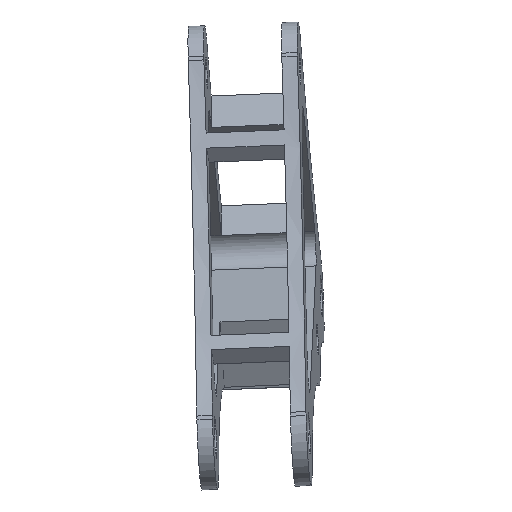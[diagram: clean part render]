
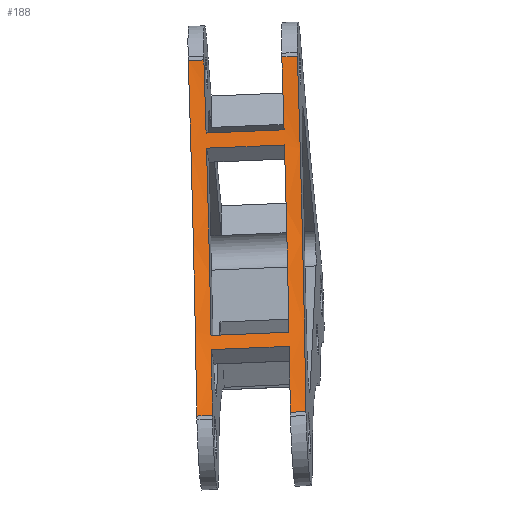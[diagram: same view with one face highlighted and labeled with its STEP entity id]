
A CAD part, top view. The second image highlights one B-rep face of the part: STEP entity #188.
In plain terms, the highlighted cylindrical face has radius 222.334 mm (diameter 444.667 mm), a partial arc.
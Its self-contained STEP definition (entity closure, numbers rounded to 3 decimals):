
#51=CARTESIAN_POINT('Axis2P3D Location',(-658.026,327.889,643.232)) ;
#56=CARTESIAN_POINT('Line Origine',(-646.448,286.764,425.042)) ;
#60=CARTESIAN_POINT('Vertex',(-593.245,288.93,427.457)) ;
#62=CARTESIAN_POINT('Vertex',(-596.239,288.808,427.321)) ;
#65=CARTESIAN_POINT('Axis2P3D Location',(-607.817,329.934,645.511)) ;
#69=CARTESIAN_POINT('Vertex',(-595.81,274.771,430.464)) ;
#72=CARTESIAN_POINT('Line Origine',(-646.019,272.727,428.185)) ;
#76=CARTESIAN_POINT('Vertex',(-610.782,274.161,429.784)) ;
#79=CARTESIAN_POINT('Axis2P3D Location',(-622.789,329.324,644.831)) ;
#83=CARTESIAN_POINT('Vertex',(-611.211,288.198,426.641)) ;
#86=CARTESIAN_POINT('Line Origine',(-646.448,286.764,425.042)) ;
#90=CARTESIAN_POINT('Vertex',(-614.206,288.076,426.505)) ;
#93=CARTESIAN_POINT('Axis2P3D Location',(-625.783,329.202,644.695)) ;
#97=CARTESIAN_POINT('Vertex',(-612.564,219.762,451.614)) ;
#100=CARTESIAN_POINT('Line Origine',(-644.806,218.449,450.151)) ;
#104=CARTESIAN_POINT('Vertex',(-609.57,219.884,451.75)) ;
#107=CARTESIAN_POINT('Axis2P3D Location',(-622.789,329.324,644.831)) ;
#111=CARTESIAN_POINT('Vertex',(-609.783,232.547,445.088)) ;
#114=CARTESIAN_POINT('Line Origine',(-645.019,231.112,443.489)) ;
#118=CARTESIAN_POINT('Vertex',(-594.811,233.157,445.768)) ;
#121=CARTESIAN_POINT('Axis2P3D Location',(-607.817,329.934,645.511)) ;
#125=CARTESIAN_POINT('Vertex',(-594.597,220.494,452.43)) ;
#128=CARTESIAN_POINT('Line Origine',(-644.806,218.449,450.151)) ;
#132=CARTESIAN_POINT('Vertex',(-591.603,220.615,452.566)) ;
#135=CARTESIAN_POINT('Axis2P3D Location',(-604.822,330.055,645.647)) ;
#154=CARTESIAN_POINT('Line Origine',(-645.071,233.831,442.191)) ;
#158=CARTESIAN_POINT('Vertex',(-594.862,235.875,444.47)) ;
#160=CARTESIAN_POINT('Vertex',(-609.835,235.266,443.79)) ;
#163=CARTESIAN_POINT('Axis2P3D Location',(-622.789,329.324,644.831)) ;
#167=CARTESIAN_POINT('Vertex',(-610.699,271.25,430.557)) ;
#170=CARTESIAN_POINT('Line Origine',(-645.936,269.816,428.958)) ;
#174=CARTESIAN_POINT('Vertex',(-595.727,271.86,431.236)) ;
#177=CARTESIAN_POINT('Axis2P3D Location',(-607.817,329.934,645.511)) ;
#52=DIRECTION('Axis2P3D Direction',(0.998,0.041,0.045)) ;
#53=DIRECTION('Axis2P3D XDirection',(-0.041,0.999,0.)) ;
#57=DIRECTION('Vector Direction',(0.998,0.041,0.045)) ;
#66=DIRECTION('Axis2P3D Direction',(0.998,0.041,0.045)) ;
#73=DIRECTION('Vector Direction',(0.998,0.041,0.045)) ;
#80=DIRECTION('Axis2P3D Direction',(0.998,0.041,0.045)) ;
#87=DIRECTION('Vector Direction',(0.998,0.041,0.045)) ;
#94=DIRECTION('Axis2P3D Direction',(0.998,0.041,0.045)) ;
#101=DIRECTION('Vector Direction',(0.998,0.041,0.045)) ;
#108=DIRECTION('Axis2P3D Direction',(0.998,0.041,0.045)) ;
#115=DIRECTION('Vector Direction',(0.998,0.041,0.045)) ;
#122=DIRECTION('Axis2P3D Direction',(0.998,0.041,0.045)) ;
#129=DIRECTION('Vector Direction',(0.998,0.041,0.045)) ;
#136=DIRECTION('Axis2P3D Direction',(0.998,0.041,0.045)) ;
#155=DIRECTION('Vector Direction',(0.998,0.041,0.045)) ;
#164=DIRECTION('Axis2P3D Direction',(0.998,0.041,0.045)) ;
#171=DIRECTION('Vector Direction',(0.998,0.041,0.045)) ;
#178=DIRECTION('Axis2P3D Direction',(0.998,0.041,0.045)) ;
#54=AXIS2_PLACEMENT_3D('Cylinder Axis2P3D',#51,#52,#53) ;
#67=AXIS2_PLACEMENT_3D('Circle Axis2P3D',#65,#66,$) ;
#81=AXIS2_PLACEMENT_3D('Circle Axis2P3D',#79,#80,$) ;
#95=AXIS2_PLACEMENT_3D('Circle Axis2P3D',#93,#94,$) ;
#109=AXIS2_PLACEMENT_3D('Circle Axis2P3D',#107,#108,$) ;
#123=AXIS2_PLACEMENT_3D('Circle Axis2P3D',#121,#122,$) ;
#137=AXIS2_PLACEMENT_3D('Circle Axis2P3D',#135,#136,$) ;
#165=AXIS2_PLACEMENT_3D('Circle Axis2P3D',#163,#164,$) ;
#179=AXIS2_PLACEMENT_3D('Circle Axis2P3D',#177,#178,$) ;
#141=ORIENTED_EDGE('',*,*,#64,.T.) ;
#142=ORIENTED_EDGE('',*,*,#71,.T.) ;
#143=ORIENTED_EDGE('',*,*,#78,.F.) ;
#144=ORIENTED_EDGE('',*,*,#85,.F.) ;
#145=ORIENTED_EDGE('',*,*,#92,.T.) ;
#146=ORIENTED_EDGE('',*,*,#99,.F.) ;
#147=ORIENTED_EDGE('',*,*,#106,.F.) ;
#148=ORIENTED_EDGE('',*,*,#113,.F.) ;
#149=ORIENTED_EDGE('',*,*,#120,.F.) ;
#150=ORIENTED_EDGE('',*,*,#127,.T.) ;
#151=ORIENTED_EDGE('',*,*,#134,.F.) ;
#152=ORIENTED_EDGE('',*,*,#139,.T.) ;
#183=ORIENTED_EDGE('',*,*,#162,.T.) ;
#184=ORIENTED_EDGE('',*,*,#169,.F.) ;
#185=ORIENTED_EDGE('',*,*,#176,.T.) ;
#186=ORIENTED_EDGE('',*,*,#181,.T.) ;
#187=FACE_BOUND('',#182,.T.) ;
#58=VECTOR('Line Direction',#57,1.) ;
#74=VECTOR('Line Direction',#73,1.) ;
#88=VECTOR('Line Direction',#87,1.) ;
#102=VECTOR('Line Direction',#101,1.) ;
#116=VECTOR('Line Direction',#115,1.) ;
#130=VECTOR('Line Direction',#129,1.) ;
#156=VECTOR('Line Direction',#155,1.) ;
#172=VECTOR('Line Direction',#171,1.) ;
#188=ADVANCED_FACE('FSAE_SU_70402.1\\PartBody',(#153,#187),#55,.F.) ;
#68=CIRCLE('generated circle',#67,222.334) ;
#82=CIRCLE('generated circle',#81,222.334) ;
#96=CIRCLE('generated circle',#95,222.334) ;
#110=CIRCLE('generated circle',#109,222.334) ;
#124=CIRCLE('generated circle',#123,222.334) ;
#138=CIRCLE('generated circle',#137,222.334) ;
#166=CIRCLE('generated circle',#165,222.334) ;
#180=CIRCLE('generated circle',#179,222.334) ;
#55=CYLINDRICAL_SURFACE('generated cylinder',#54,222.334) ;
#64=EDGE_CURVE('',#61,#63,#59,.F.) ;
#71=EDGE_CURVE('',#63,#70,#68,.F.) ;
#78=EDGE_CURVE('',#77,#70,#75,.T.) ;
#85=EDGE_CURVE('',#84,#77,#82,.F.) ;
#92=EDGE_CURVE('',#84,#91,#89,.F.) ;
#99=EDGE_CURVE('',#98,#91,#96,.T.) ;
#106=EDGE_CURVE('',#105,#98,#103,.F.) ;
#113=EDGE_CURVE('',#112,#105,#110,.F.) ;
#120=EDGE_CURVE('',#119,#112,#117,.F.) ;
#127=EDGE_CURVE('',#119,#126,#124,.F.) ;
#134=EDGE_CURVE('',#133,#126,#131,.F.) ;
#139=EDGE_CURVE('',#133,#61,#138,.T.) ;
#162=EDGE_CURVE('',#159,#161,#157,.F.) ;
#169=EDGE_CURVE('',#168,#161,#166,.F.) ;
#176=EDGE_CURVE('',#168,#175,#173,.T.) ;
#181=EDGE_CURVE('',#175,#159,#180,.F.) ;
#140=EDGE_LOOP('',(#141,#142,#143,#144,#145,#146,#147,#148,#149,#150,#151,#152)) ;
#182=EDGE_LOOP('',(#183,#184,#185,#186)) ;
#153=FACE_OUTER_BOUND('',#140,.T.) ;
#59=LINE('Line',#56,#58) ;
#75=LINE('Line',#72,#74) ;
#89=LINE('Line',#86,#88) ;
#103=LINE('Line',#100,#102) ;
#117=LINE('Line',#114,#116) ;
#131=LINE('Line',#128,#130) ;
#157=LINE('Line',#154,#156) ;
#173=LINE('Line',#170,#172) ;
#61=VERTEX_POINT('',#60) ;
#63=VERTEX_POINT('',#62) ;
#70=VERTEX_POINT('',#69) ;
#77=VERTEX_POINT('',#76) ;
#84=VERTEX_POINT('',#83) ;
#91=VERTEX_POINT('',#90) ;
#98=VERTEX_POINT('',#97) ;
#105=VERTEX_POINT('',#104) ;
#112=VERTEX_POINT('',#111) ;
#119=VERTEX_POINT('',#118) ;
#126=VERTEX_POINT('',#125) ;
#133=VERTEX_POINT('',#132) ;
#159=VERTEX_POINT('',#158) ;
#161=VERTEX_POINT('',#160) ;
#168=VERTEX_POINT('',#167) ;
#175=VERTEX_POINT('',#174) ;
